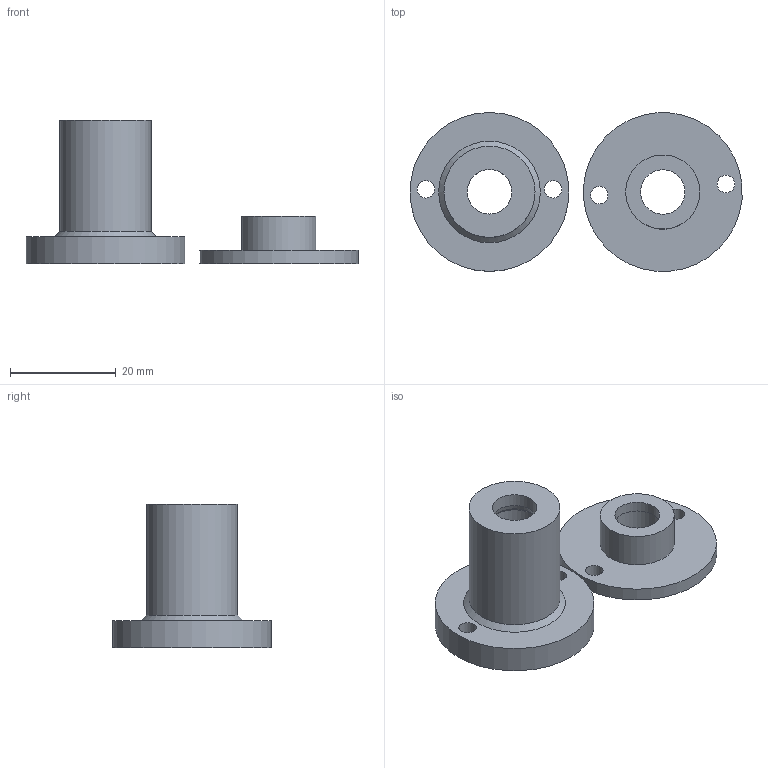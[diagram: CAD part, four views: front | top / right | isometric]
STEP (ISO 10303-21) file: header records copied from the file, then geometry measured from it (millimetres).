
FILE_DESCRIPTION(/* description */ (''),/* implementation_level */ '2;1');
FILE_NAME(/* name */ 'Knob_M8-nut_tight_fixed v20.stp',/* time_stamp */ '2017-06-05T07:40:06-03:00',/* author */ (''),/* organization */ (''),/* preprocessor_version */ 'ST-DEVELOPER v16.13',/* originating_system */ 'Autodesk Translation Framework v6.1.1.50',/* authorisation */ '');
FILE_SCHEMA (('AUTOMOTIVE_DESIGN { 1 0 10303 214 3 1 1 }'));
Length unit declared in the file: millimetre
Products named in the file (1): Knob_M8-nut_tight_fixed v20
Bounding box: 62.66 x 30 x 27.12 mm (x, y, z)
Volume: 8543.2 mm3; surface area: 6101.6 mm2
Topology: 2 solids, 2 shells, 73 faces, 155 edges, 97 vertices
Faces by surface type: plane 58, cylinder 12, cone 3
Full cylindrical faces by diameter (mm): 3.3 x4, 8.4 x2, 9 x2, 14 x1, 17.2 x1, 30 x2
Entity records: 1893 total; most frequent: DIRECTION 314, CARTESIAN_POINT 310, ORIENTED_EDGE 280, EDGE_CURVE 140, LINE 114, VECTOR 114, EDGE_LOOP 112, AXIS2_PLACEMENT_3D 100
